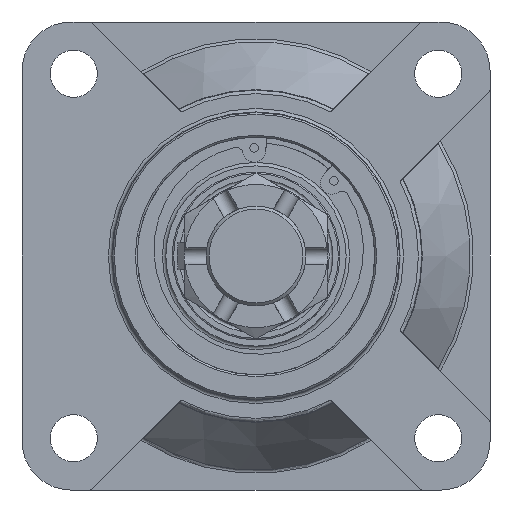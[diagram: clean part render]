
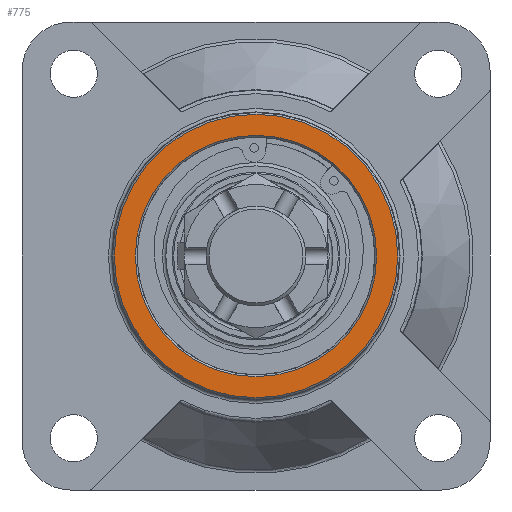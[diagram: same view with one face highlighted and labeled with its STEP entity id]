
A CAD part, left-side view. The second image highlights one B-rep face of the part: STEP entity #775.
In plain terms, the highlighted planar face has unit normal (-1, 0, 0).
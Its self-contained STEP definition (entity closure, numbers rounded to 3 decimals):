
#775 = ADVANCED_FACE( '', ( #1619, #1620 ), #1621, .F. );
#1619 = FACE_OUTER_BOUND( '', #2574, .T. );
#1620 = FACE_BOUND( '', #2575, .T. );
#1621 = PLANE( '', #2576 );
#2574 = EDGE_LOOP( '', ( #4219 ) );
#2575 = EDGE_LOOP( '', ( #4220 ) );
#2576 = AXIS2_PLACEMENT_3D( '', #4221, #4222, #4223 );
#4219 = ORIENTED_EDGE( '', *, *, #5780, .F. );
#4220 = ORIENTED_EDGE( '', *, *, #5659, .T. );
#4221 = CARTESIAN_POINT( '', ( -46., 0., 0. ) );
#4222 = DIRECTION( '', ( 1., 0., 0. ) );
#4223 = DIRECTION( '', ( 0., 0., -1. ) );
#5659 = EDGE_CURVE( '', #6812, #6812, #6813, .T. );
#5780 = EDGE_CURVE( '', #6973, #6973, #6974, .T. );
#6812 = VERTEX_POINT( '', #8653 );
#6813 = CIRCLE( '', #8654, 34.55 );
#6973 = VERTEX_POINT( '', #8968 );
#6974 = CIRCLE( '', #8969, 40.6 );
#8653 = CARTESIAN_POINT( '', ( -46., 0., -34.55 ) );
#8654 = AXIS2_PLACEMENT_3D( '', #10165, #10166, #10167 );
#8968 = CARTESIAN_POINT( '', ( -46., 0., -40.6 ) );
#8969 = AXIS2_PLACEMENT_3D( '', #10286, #10287, #10288 );
#10165 = CARTESIAN_POINT( '', ( -46., 0., 0. ) );
#10166 = DIRECTION( '', ( 1., 0., 0. ) );
#10167 = DIRECTION( '', ( 0., 0., -1. ) );
#10286 = CARTESIAN_POINT( '', ( -46., 0., 0. ) );
#10287 = DIRECTION( '', ( 1., 0., 0. ) );
#10288 = DIRECTION( '', ( 0., 0., -1. ) );
